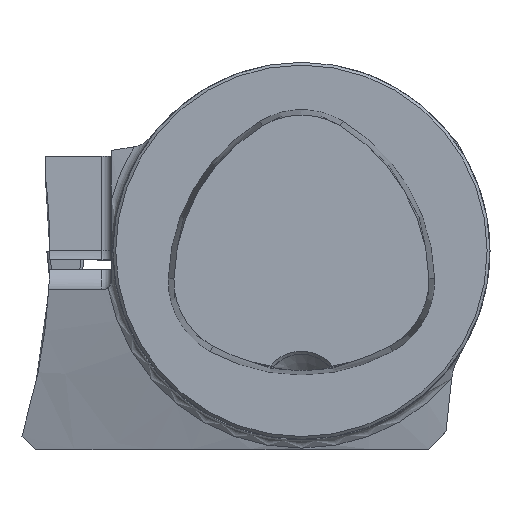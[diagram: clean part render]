
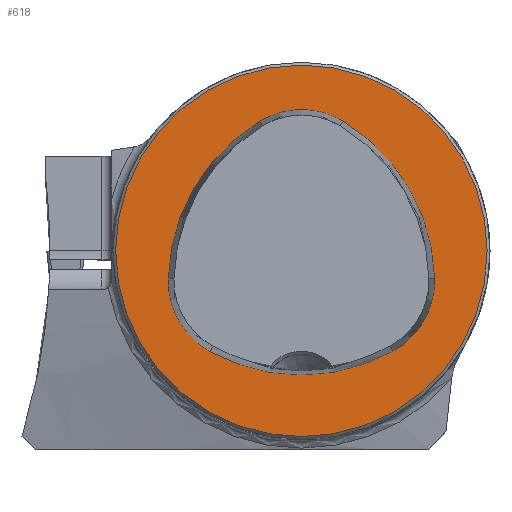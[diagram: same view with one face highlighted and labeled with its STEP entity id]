
A CAD part, top view. The second image highlights one B-rep face of the part: STEP entity #618.
In plain terms, the highlighted planar face has unit normal (0, 0, 1).
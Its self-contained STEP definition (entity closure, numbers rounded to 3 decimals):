
#110=FACE_BOUND('',#859,.T.);
#111=FACE_BOUND('',#860,.T.);
#131=PLANE('',#2334);
#618=ADVANCED_FACE('CU_FL_N1_SU_1',(#110,#111),#131,.T.);
#859=EDGE_LOOP('',(#1222,#1223,#1224,#1225,#1226,#1227));
#860=EDGE_LOOP('',(#1228));
#965=CIRCLE('',#2325,20.063);
#967=CIRCLE('',#2328,20.063);
#968=CIRCLE('',#2329,8.563);
#969=CIRCLE('',#2330,20.063);
#970=CIRCLE('',#2331,8.563);
#971=CIRCLE('',#2332,8.563);
#972=CIRCLE('',#2333,19.7);
#1222=ORIENTED_EDGE('',*,*,#1992,.F.);
#1223=ORIENTED_EDGE('',*,*,#1993,.F.);
#1224=ORIENTED_EDGE('',*,*,#1994,.F.);
#1225=ORIENTED_EDGE('',*,*,#1995,.F.);
#1226=ORIENTED_EDGE('',*,*,#1989,.F.);
#1227=ORIENTED_EDGE('',*,*,#1996,.F.);
#1228=ORIENTED_EDGE('',*,*,#1997,.T.);
#1749=VERTEX_POINT('',#3844);
#1750=VERTEX_POINT('',#3846);
#1752=VERTEX_POINT('',#3852);
#1753=VERTEX_POINT('',#3853);
#1754=VERTEX_POINT('',#3855);
#1755=VERTEX_POINT('',#3857);
#1756=VERTEX_POINT('',#3861);
#1989=EDGE_CURVE('',#1749,#1750,#965,.T.);
#1992=EDGE_CURVE('',#1752,#1753,#967,.T.);
#1993=EDGE_CURVE('',#1754,#1752,#968,.T.);
#1994=EDGE_CURVE('',#1755,#1754,#969,.T.);
#1995=EDGE_CURVE('',#1750,#1755,#970,.T.);
#1996=EDGE_CURVE('',#1753,#1749,#971,.T.);
#1997=EDGE_CURVE('',#1756,#1756,#972,.T.);
#2325=AXIS2_PLACEMENT_3D('',#3845,#2673,#2674);
#2328=AXIS2_PLACEMENT_3D('',#3851,#2680,#2681);
#2329=AXIS2_PLACEMENT_3D('',#3854,#2682,#2683);
#2330=AXIS2_PLACEMENT_3D('',#3856,#2684,#2685);
#2331=AXIS2_PLACEMENT_3D('',#3858,#2686,#2687);
#2332=AXIS2_PLACEMENT_3D('',#3859,#2688,#2689);
#2333=AXIS2_PLACEMENT_3D('',#3860,#2690,#2691);
#2334=AXIS2_PLACEMENT_3D('',#3862,#2692,#2693);
#2673=DIRECTION('',(0.,0.,1.));
#2674=DIRECTION('',(1.,0.,0.));
#2680=DIRECTION('',(0.,0.,1.));
#2681=DIRECTION('',(1.,0.,0.));
#2682=DIRECTION('',(0.,0.,1.));
#2683=DIRECTION('',(1.,0.,0.));
#2684=DIRECTION('',(0.,0.,1.));
#2685=DIRECTION('',(1.,0.,0.));
#2686=DIRECTION('',(0.,0.,1.));
#2687=DIRECTION('',(1.,0.,0.));
#2688=DIRECTION('',(0.,0.,1.));
#2689=DIRECTION('',(1.,0.,0.));
#2690=DIRECTION('',(0.,0.,1.));
#2691=DIRECTION('',(1.,0.,0.));
#2692=DIRECTION('',(0.,0.,1.));
#2693=DIRECTION('',(1.,0.,0.));
#3844=CARTESIAN_POINT('',(-9.704,-10.66,0.));
#3845=CARTESIAN_POINT('',(0.,6.9,0.));
#3846=CARTESIAN_POINT('',(9.704,-10.66,0.));
#3851=CARTESIAN_POINT('',(5.934,-3.451,0.));
#3852=CARTESIAN_POINT('',(-4.418,13.735,0.));
#3853=CARTESIAN_POINT('',(-14.123,-2.953,0.));
#3854=CARTESIAN_POINT('',(0.,6.4,0.));
#3855=CARTESIAN_POINT('',(4.418,13.735,0.));
#3856=CARTESIAN_POINT('',(-5.934,-3.451,0.));
#3857=CARTESIAN_POINT('',(14.123,-2.953,0.));
#3858=CARTESIAN_POINT('',(5.562,-3.165,0.));
#3859=CARTESIAN_POINT('',(-5.562,-3.165,0.));
#3860=CARTESIAN_POINT('',(0.,0.,0.));
#3861=CARTESIAN_POINT('',(19.7,0.,0.));
#3862=CARTESIAN_POINT('',(0.,0.,0.));
